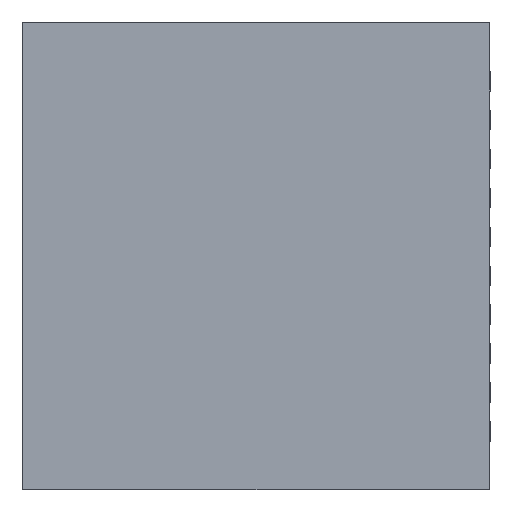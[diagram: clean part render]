
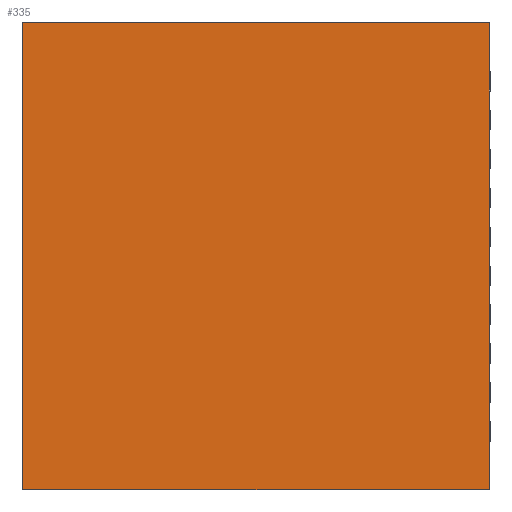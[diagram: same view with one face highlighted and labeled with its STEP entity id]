
A CAD part, top view. The second image highlights one B-rep face of the part: STEP entity #335.
In plain terms, the highlighted planar face has unit normal (0, 0, 1).
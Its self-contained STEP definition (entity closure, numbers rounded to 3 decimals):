
#206 = VERTEX_POINT('',#207);
#207 = CARTESIAN_POINT('',(0.,0.,0.8));
#222 = VERTEX_POINT('',#223);
#223 = CARTESIAN_POINT('',(0.,6.,0.8));
#229 = EDGE_CURVE('',#206,#222,#230,.T.);
#230 = LINE('',#231,#232);
#231 = CARTESIAN_POINT('',(0.,0.,0.8));
#232 = VECTOR('',#233,1.);
#233 = DIRECTION('',(-0.,1.,0.));
#246 = VERTEX_POINT('',#247);
#247 = CARTESIAN_POINT('',(6.,0.,0.8));
#262 = VERTEX_POINT('',#263);
#263 = CARTESIAN_POINT('',(6.,6.,0.8));
#269 = EDGE_CURVE('',#246,#262,#270,.T.);
#270 = LINE('',#271,#272);
#271 = CARTESIAN_POINT('',(6.,0.,0.8));
#272 = VECTOR('',#273,1.);
#273 = DIRECTION('',(-0.,1.,0.));
#290 = EDGE_CURVE('',#206,#246,#291,.T.);
#291 = LINE('',#292,#293);
#292 = CARTESIAN_POINT('',(0.,0.,0.8));
#293 = VECTOR('',#294,1.);
#294 = DIRECTION('',(1.,0.,-0.));
#312 = EDGE_CURVE('',#222,#262,#313,.T.);
#313 = LINE('',#314,#315);
#314 = CARTESIAN_POINT('',(0.,6.,0.8));
#315 = VECTOR('',#316,1.);
#316 = DIRECTION('',(1.,0.,-0.));
#335 = ADVANCED_FACE('',(#336),#342,.T.);
#336 = FACE_BOUND('',#337,.T.);
#337 = EDGE_LOOP('',(#338,#339,#340,#341));
#338 = ORIENTED_EDGE('',*,*,#229,.F.);
#339 = ORIENTED_EDGE('',*,*,#290,.T.);
#340 = ORIENTED_EDGE('',*,*,#269,.T.);
#341 = ORIENTED_EDGE('',*,*,#312,.F.);
#342 = PLANE('',#343);
#343 = AXIS2_PLACEMENT_3D('',#344,#345,#346);
#344 = CARTESIAN_POINT('',(0.,0.,0.8));
#345 = DIRECTION('',(0.,0.,1.));
#346 = DIRECTION('',(1.,0.,-0.));
